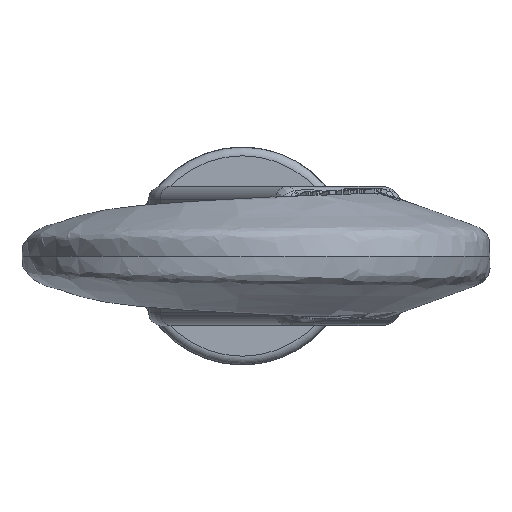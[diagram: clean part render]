
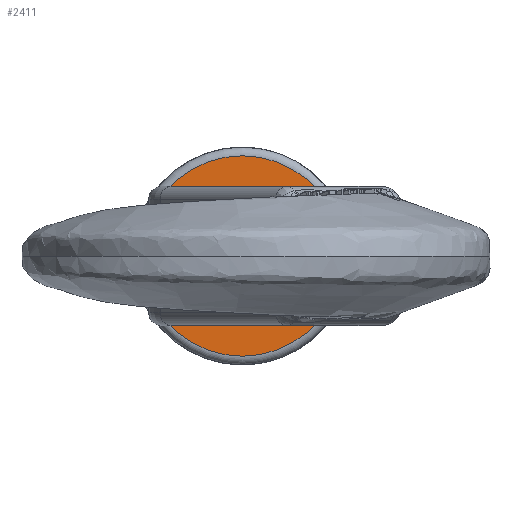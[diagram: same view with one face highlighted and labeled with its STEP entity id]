
A CAD part, front view. The second image highlights one B-rep face of the part: STEP entity #2411.
In plain terms, the highlighted planar face has unit normal (0, -1, 0).
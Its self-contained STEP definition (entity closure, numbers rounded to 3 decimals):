
#492=LINE('',#21900,#859);
#493=LINE('',#21905,#860);
#859=VECTOR('',#8396,1.);
#860=VECTOR('',#8399,1.);
#1671=PLANE('',#7242);
#2011=FACE_OUTER_BOUND('',#3008,.T.);
#2411=ADVANCED_FACE('',(#2597,#2011),#1671,.F.);
#2597=FACE_BOUND('',#3007,.T.);
#3007=EDGE_LOOP('',(#4804));
#3008=EDGE_LOOP('',(#4805,#4806,#4807,#4808));
#4804=ORIENTED_EDGE('',*,*,#6547,.T.);
#4805=ORIENTED_EDGE('',*,*,#6560,.T.);
#4806=ORIENTED_EDGE('',*,*,#6561,.T.);
#4807=ORIENTED_EDGE('',*,*,#6562,.F.);
#4808=ORIENTED_EDGE('',*,*,#6563,.T.);
#5607=VERTEX_POINT('',#21806);
#5619=VERTEX_POINT('',#21901);
#5620=VERTEX_POINT('',#21902);
#5621=VERTEX_POINT('',#21904);
#5622=VERTEX_POINT('',#21906);
#6547=EDGE_CURVE('',#5607,#5607,#6818,.T.);
#6560=EDGE_CURVE('',#5619,#5620,#492,.T.);
#6561=EDGE_CURVE('',#5620,#5621,#6823,.T.);
#6562=EDGE_CURVE('',#5622,#5621,#493,.T.);
#6563=EDGE_CURVE('',#5622,#5619,#6824,.T.);
#6818=CIRCLE('',#7230,9.);
#6823=CIRCLE('',#7240,23.);
#6824=CIRCLE('',#7241,23.);
#7230=AXIS2_PLACEMENT_3D('',#21805,#8376,#8377);
#7240=AXIS2_PLACEMENT_3D('',#21903,#8397,#8398);
#7241=AXIS2_PLACEMENT_3D('',#21907,#8400,#8401);
#7242=AXIS2_PLACEMENT_3D('',#21908,#8402,#8403);
#8376=DIRECTION('',(0.,1.,0.));
#8377=DIRECTION('',(0.,0.,1.));
#8396=DIRECTION('',(0.,0.,1.));
#8397=DIRECTION('',(0.,-1.,0.));
#8398=DIRECTION('',(0.,0.,1.));
#8399=DIRECTION('',(0.,0.,1.));
#8400=DIRECTION('',(0.,-1.,0.));
#8401=DIRECTION('',(0.,0.,1.));
#8402=DIRECTION('',(0.,1.,0.));
#8403=DIRECTION('',(0.,0.,1.));
#21805=CARTESIAN_POINT('',(4.915,120.8,0.));
#21806=CARTESIAN_POINT('',(4.915,120.8,9.));
#21900=CARTESIAN_POINT('',(22.415,120.8,-46.));
#21901=CARTESIAN_POINT('',(22.415,120.8,-14.925));
#21902=CARTESIAN_POINT('',(22.415,120.8,14.925));
#21903=CARTESIAN_POINT('',(4.915,120.8,0.));
#21904=CARTESIAN_POINT('',(-12.585,120.8,14.925));
#21905=CARTESIAN_POINT('',(-12.585,120.8,-46.));
#21906=CARTESIAN_POINT('',(-12.585,120.8,-14.925));
#21907=CARTESIAN_POINT('',(4.915,120.8,0.));
#21908=CARTESIAN_POINT('',(4.915,120.8,0.));
